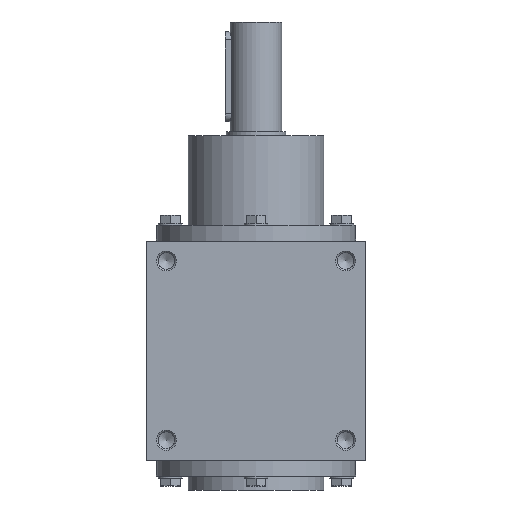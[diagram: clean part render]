
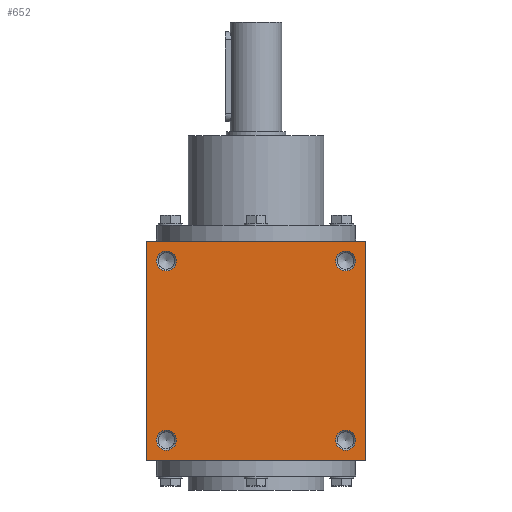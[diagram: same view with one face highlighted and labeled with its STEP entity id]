
A CAD part, left-side view. The second image highlights one B-rep face of the part: STEP entity #652.
In plain terms, the highlighted face is planar.
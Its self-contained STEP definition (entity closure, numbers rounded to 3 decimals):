
#652 = ADVANCED_FACE( '', ( #1343, #1344, #1345, #1346, #1347 ), #1348, .F. );
#1343 = FACE_BOUND( '', #2044, .T. );
#1344 = FACE_BOUND( '', #2045, .T. );
#1345 = FACE_BOUND( '', #2046, .T. );
#1346 = FACE_BOUND( '', #2047, .T. );
#1347 = FACE_OUTER_BOUND( '', #2048, .T. );
#1348 = PLANE( '', #2049 );
#2044 = EDGE_LOOP( '', ( #3230 ) );
#2045 = EDGE_LOOP( '', ( #3231 ) );
#2046 = EDGE_LOOP( '', ( #3232 ) );
#2047 = EDGE_LOOP( '', ( #3233 ) );
#2048 = EDGE_LOOP( '', ( #3234, #3235, #3236, #3237 ) );
#2049 = AXIS2_PLACEMENT_3D( '', #3238, #3239, #3240 );
#3230 = ORIENTED_EDGE( '', *, *, #3567, .F. );
#3231 = ORIENTED_EDGE( '', *, *, #3751, .T. );
#3232 = ORIENTED_EDGE( '', *, *, #3907, .F. );
#3233 = ORIENTED_EDGE( '', *, *, #3977, .T. );
#3234 = ORIENTED_EDGE( '', *, *, #3624, .F. );
#3235 = ORIENTED_EDGE( '', *, *, #3950, .F. );
#3236 = ORIENTED_EDGE( '', *, *, #3830, .F. );
#3237 = ORIENTED_EDGE( '', *, *, #3671, .F. );
#3238 = CARTESIAN_POINT( '', ( 0., 0., -55. ) );
#3239 = DIRECTION( '', ( 0., 0., 1. ) );
#3240 = DIRECTION( '', ( 1., 0., 0. ) );
#3567 = EDGE_CURVE( '', #4088, #4088, #4089, .T. );
#3624 = EDGE_CURVE( '', #4179, #4180, #4181, .T. );
#3671 = EDGE_CURVE( '', #4180, #4254, #4255, .T. );
#3751 = EDGE_CURVE( '', #4378, #4378, #4379, .T. );
#3830 = EDGE_CURVE( '', #4254, #4499, #4500, .T. );
#3907 = EDGE_CURVE( '', #4601, #4601, #4602, .T. );
#3950 = EDGE_CURVE( '', #4499, #4179, #4651, .T. );
#3977 = EDGE_CURVE( '', #4686, #4686, #4687, .T. );
#4088 = VERTEX_POINT( '', #4800 );
#4089 = CIRCLE( '', #4801, 5. );
#4179 = VERTEX_POINT( '', #4944 );
#4180 = VERTEX_POINT( '', #4945 );
#4181 = LINE( '', #4946, #4947 );
#4254 = VERTEX_POINT( '', #5023 );
#4255 = LINE( '', #5024, #5025 );
#4378 = VERTEX_POINT( '', #5221 );
#4379 = CIRCLE( '', #5222, 5. );
#4499 = VERTEX_POINT( '', #5416 );
#4500 = LINE( '', #5417, #5418 );
#4601 = VERTEX_POINT( '', #5539 );
#4602 = CIRCLE( '', #5540, 5. );
#4651 = LINE( '', #5592, #5593 );
#4686 = VERTEX_POINT( '', #5629 );
#4687 = CIRCLE( '', #5630, 5. );
#4800 = CARTESIAN_POINT( '', ( -50., 45., -55. ) );
#4801 = AXIS2_PLACEMENT_3D( '', #5755, #5756, #5757 );
#4944 = CARTESIAN_POINT( '', ( -55., 55., -55. ) );
#4945 = CARTESIAN_POINT( '', ( -55., -55., -55. ) );
#4946 = CARTESIAN_POINT( '', ( -55., 55., -55. ) );
#4947 = VECTOR( '', #5846, 1000. );
#5023 = CARTESIAN_POINT( '', ( 55., -55., -55. ) );
#5024 = CARTESIAN_POINT( '', ( -55., -55., -55. ) );
#5025 = VECTOR( '', #5934, 1000. );
#5221 = CARTESIAN_POINT( '', ( 50., 45., -55. ) );
#5222 = AXIS2_PLACEMENT_3D( '', #6047, #6048, #6049 );
#5416 = CARTESIAN_POINT( '', ( 55., 55., -55. ) );
#5417 = CARTESIAN_POINT( '', ( 55., -55., -55. ) );
#5418 = VECTOR( '', #6185, 1000. );
#5539 = CARTESIAN_POINT( '', ( -50., -45., -55. ) );
#5540 = AXIS2_PLACEMENT_3D( '', #6302, #6303, #6304 );
#5592 = CARTESIAN_POINT( '', ( 55., 55., -55. ) );
#5593 = VECTOR( '', #6359, 1000. );
#5629 = CARTESIAN_POINT( '', ( 50., -45., -55. ) );
#5630 = AXIS2_PLACEMENT_3D( '', #6391, #6392, #6393 );
#5755 = CARTESIAN_POINT( '', ( -45., 45., -55. ) );
#5756 = DIRECTION( '', ( 0., 0., -1. ) );
#5757 = DIRECTION( '', ( -1., 0., 0. ) );
#5846 = DIRECTION( '', ( 0., -1., 0. ) );
#5934 = DIRECTION( '', ( 1., 0., 0. ) );
#6047 = CARTESIAN_POINT( '', ( 45., 45., -55. ) );
#6048 = DIRECTION( '', ( 0., 0., 1. ) );
#6049 = DIRECTION( '', ( 1., 0., 0. ) );
#6185 = DIRECTION( '', ( 0., 1., 0. ) );
#6302 = CARTESIAN_POINT( '', ( -45., -45., -55. ) );
#6303 = DIRECTION( '', ( 0., 0., -1. ) );
#6304 = DIRECTION( '', ( -1., 0., 0. ) );
#6359 = DIRECTION( '', ( -1., 0., 0. ) );
#6391 = CARTESIAN_POINT( '', ( 45., -45., -55. ) );
#6392 = DIRECTION( '', ( 0., 0., 1. ) );
#6393 = DIRECTION( '', ( 1., 0., 0. ) );
